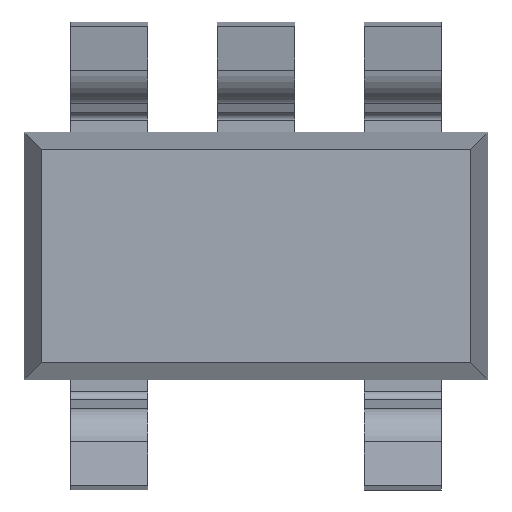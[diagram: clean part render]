
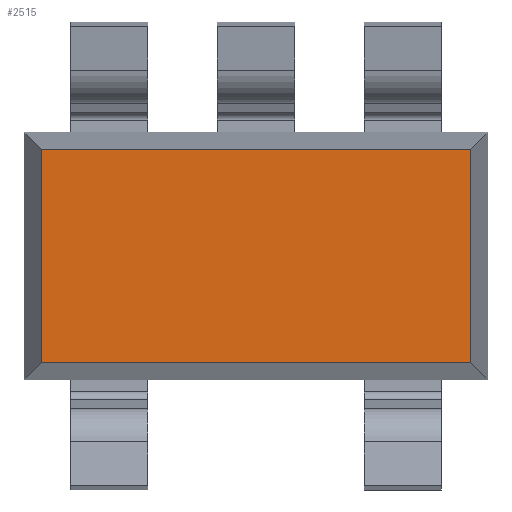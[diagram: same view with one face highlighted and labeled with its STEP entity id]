
A CAD part, front view. The second image highlights one B-rep face of the part: STEP entity #2515.
In plain terms, the highlighted planar face has unit normal (0, -1, 0).
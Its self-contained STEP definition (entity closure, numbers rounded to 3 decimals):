
#121 = VECTOR ( 'NONE', #3518, 1000. ) ;
#191 = ORIENTED_EDGE ( 'NONE', *, *, #3486, .T. ) ;
#227 = CARTESIAN_POINT ( 'NONE',  ( 1.389, 0.15, 0.689 ) ) ;
#233 = LINE ( 'NONE', #3835, #121 ) ;
#445 = VECTOR ( 'NONE', #609, 1000. ) ;
#609 = DIRECTION ( 'NONE',  ( 0., 0., 1. ) ) ;
#879 = EDGE_CURVE ( 'NONE', #3892, #2744, #2446, .T. ) ;
#889 = LINE ( 'NONE', #1845, #445 ) ;
#963 = EDGE_CURVE ( 'NONE', #3806, #3201, #1367, .T. ) ;
#1250 = CARTESIAN_POINT ( 'NONE',  ( -1.389, 0.15, 0.689 ) ) ;
#1367 = LINE ( 'NONE', #3138, #1743 ) ;
#1380 = DIRECTION ( 'NONE',  ( 0., -1., 0. ) ) ;
#1616 = ORIENTED_EDGE ( 'NONE', *, *, #2781, .T. ) ;
#1743 = VECTOR ( 'NONE', #2171, 1000. ) ;
#1845 = CARTESIAN_POINT ( 'NONE',  ( 1.389, 0.15, -0.8 ) ) ;
#1956 = CARTESIAN_POINT ( 'NONE',  ( 1.389, 0.15, -0.689 ) ) ;
#2171 = DIRECTION ( 'NONE',  ( 1., 0., 0. ) ) ;
#2366 = CARTESIAN_POINT ( 'NONE',  ( -1.389, 0.15, -0.689 ) ) ;
#2446 = LINE ( 'NONE', #2466, #3259 ) ;
#2466 = CARTESIAN_POINT ( 'NONE',  ( -1.5, 0.15, 0.689 ) ) ;
#2515 = ADVANCED_FACE ( 'NONE', ( #2914 ), #3522, .T. ) ;
#2744 = VERTEX_POINT ( 'NONE', #1250 ) ;
#2781 = EDGE_CURVE ( 'NONE', #2744, #3806, #233, .T. ) ;
#2867 = CARTESIAN_POINT ( 'NONE',  ( -1.5, 0.15, -0.8 ) ) ;
#2914 = FACE_OUTER_BOUND ( 'NONE', #3253, .T. ) ;
#2951 = ORIENTED_EDGE ( 'NONE', *, *, #879, .T. ) ;
#3041 = AXIS2_PLACEMENT_3D ( 'NONE', #2867, #1380, #3549 ) ;
#3138 = CARTESIAN_POINT ( 'NONE',  ( 1.5, 0.15, -0.689 ) ) ;
#3149 = ORIENTED_EDGE ( 'NONE', *, *, #963, .T. ) ;
#3201 = VERTEX_POINT ( 'NONE', #1956 ) ;
#3253 = EDGE_LOOP ( 'NONE', ( #2951, #1616, #3149, #191 ) ) ;
#3259 = VECTOR ( 'NONE', #3666, 1000. ) ;
#3486 = EDGE_CURVE ( 'NONE', #3201, #3892, #889, .T. ) ;
#3518 = DIRECTION ( 'NONE',  ( 0., 0., -1. ) ) ;
#3522 = PLANE ( 'NONE',  #3041 ) ;
#3549 = DIRECTION ( 'NONE',  ( 0., 0., -1. ) ) ;
#3666 = DIRECTION ( 'NONE',  ( -1., 0., 0. ) ) ;
#3806 = VERTEX_POINT ( 'NONE', #2366 ) ;
#3835 = CARTESIAN_POINT ( 'NONE',  ( -1.389, 0.15, -0.8 ) ) ;
#3892 = VERTEX_POINT ( 'NONE', #227 ) ;
